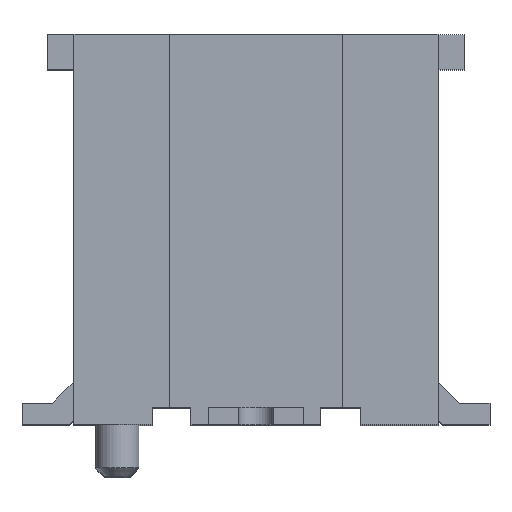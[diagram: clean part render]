
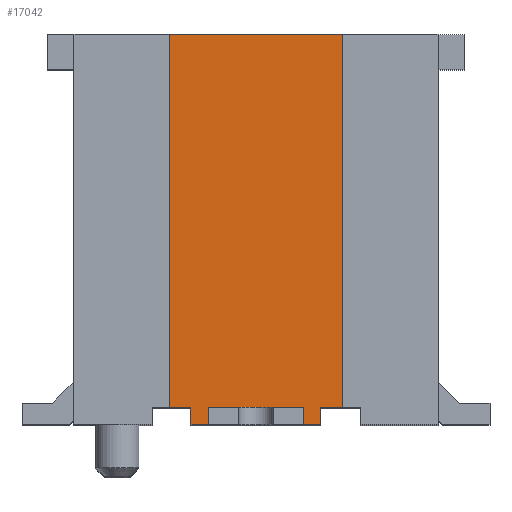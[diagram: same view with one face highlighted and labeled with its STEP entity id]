
A CAD part, top view. The second image highlights one B-rep face of the part: STEP entity #17042.
In plain terms, the highlighted planar face has unit normal (0, 0, 1).
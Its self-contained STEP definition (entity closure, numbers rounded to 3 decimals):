
#293=DIRECTION('',(1.,0.,0.));
#294=VECTOR('',#293,0.25);
#295=CARTESIAN_POINT('',(1.4,0.8,-3.25));
#296=LINE('',#295,#294);
#309=DIRECTION('',(1.,0.,0.));
#310=VECTOR('',#309,0.25);
#311=CARTESIAN_POINT('',(3.15,0.8,-3.25));
#312=LINE('',#311,#310);
#1081=DIRECTION('',(-1.,0.,0.));
#1082=VECTOR('',#1081,2.);
#1083=CARTESIAN_POINT('',(3.4,5.1,-3.25));
#1084=LINE('',#1083,#1082);
#1949=DIRECTION('',(-1.,0.,0.));
#1950=VECTOR('',#1949,1.1);
#1951=CARTESIAN_POINT('',(2.95,0.8,-3.25));
#1952=LINE('',#1951,#1950);
#1953=DIRECTION('',(0.,-1.,0.));
#1954=VECTOR('',#1953,0.2);
#1955=CARTESIAN_POINT('',(1.85,0.8,-3.25));
#1956=LINE('',#1955,#1954);
#1957=DIRECTION('',(-1.,0.,0.));
#1958=VECTOR('',#1957,0.2);
#1959=CARTESIAN_POINT('',(1.85,0.6,-3.25));
#1960=LINE('',#1959,#1958);
#1961=DIRECTION('',(0.,1.,0.));
#1962=VECTOR('',#1961,0.2);
#1963=CARTESIAN_POINT('',(1.65,0.6,-3.25));
#1964=LINE('',#1963,#1962);
#1965=DIRECTION('',(0.,1.,0.));
#1966=VECTOR('',#1965,4.3);
#1967=CARTESIAN_POINT('',(1.4,0.8,-3.25));
#1968=LINE('',#1967,#1966);
#1969=DIRECTION('',(0.,-1.,0.));
#1970=VECTOR('',#1969,0.2);
#1971=CARTESIAN_POINT('',(3.15,0.8,-3.25));
#1972=LINE('',#1971,#1970);
#1973=DIRECTION('',(-1.,0.,0.));
#1974=VECTOR('',#1973,0.2);
#1975=CARTESIAN_POINT('',(3.15,0.6,-3.25));
#1976=LINE('',#1975,#1974);
#1977=DIRECTION('',(0.,1.,0.));
#1978=VECTOR('',#1977,0.2);
#1979=CARTESIAN_POINT('',(2.95,0.6,-3.25));
#1980=LINE('',#1979,#1978);
#2105=DIRECTION('',(0.,1.,0.));
#2106=VECTOR('',#2105,4.3);
#2107=CARTESIAN_POINT('',(3.4,0.8,-3.25));
#2108=LINE('',#2107,#2106);
#11749=CARTESIAN_POINT('',(1.4,0.8,-3.25));
#11750=VERTEX_POINT('',#11749);
#11751=CARTESIAN_POINT('',(1.65,0.8,-3.25));
#11752=VERTEX_POINT('',#11751);
#11757=CARTESIAN_POINT('',(3.15,0.8,-3.25));
#11758=VERTEX_POINT('',#11757);
#11759=CARTESIAN_POINT('',(3.4,0.8,-3.25));
#11760=VERTEX_POINT('',#11759);
#11952=CARTESIAN_POINT('',(3.4,5.1,-3.25));
#11954=VERTEX_POINT('',#11952);
#11955=CARTESIAN_POINT('',(1.4,5.1,-3.25));
#11956=VERTEX_POINT('',#11955);
#12079=CARTESIAN_POINT('',(2.95,0.8,-3.25));
#12080=CARTESIAN_POINT('',(1.85,0.8,-3.25));
#12081=VERTEX_POINT('',#12079);
#12082=VERTEX_POINT('',#12080);
#12083=CARTESIAN_POINT('',(1.85,0.6,-3.25));
#12084=VERTEX_POINT('',#12083);
#12085=CARTESIAN_POINT('',(1.65,0.6,-3.25));
#12086=VERTEX_POINT('',#12085);
#12087=CARTESIAN_POINT('',(3.15,0.6,-3.25));
#12088=VERTEX_POINT('',#12087);
#12089=CARTESIAN_POINT('',(2.95,0.6,-3.25));
#12090=VERTEX_POINT('',#12089);
#17015=CARTESIAN_POINT('',(2.4,2.85,-3.25));
#17016=DIRECTION('',(0.,0.,1.));
#17017=DIRECTION('',(1.,0.,0.));
#17018=AXIS2_PLACEMENT_3D('',#17015,#17016,#17017);
#17019=PLANE('',#17018);
#17021=ORIENTED_EDGE('',*,*,#17020,.T.);
#17023=ORIENTED_EDGE('',*,*,#17022,.T.);
#17025=ORIENTED_EDGE('',*,*,#17024,.T.);
#17027=ORIENTED_EDGE('',*,*,#17026,.T.);
#17028=ORIENTED_EDGE('',*,*,#15584,.F.);
#17029=ORIENTED_EDGE('',*,*,#17009,.T.);
#17030=ORIENTED_EDGE('',*,*,#15957,.F.);
#17032=ORIENTED_EDGE('',*,*,#17031,.F.);
#17033=ORIENTED_EDGE('',*,*,#15592,.F.);
#17035=ORIENTED_EDGE('',*,*,#17034,.T.);
#17037=ORIENTED_EDGE('',*,*,#17036,.T.);
#17039=ORIENTED_EDGE('',*,*,#17038,.T.);
#17040=EDGE_LOOP('',(#17021,#17023,#17025,#17027,#17028,#17029,#17030,#17032,
#17033,#17035,#17037,#17039));
#17041=FACE_OUTER_BOUND('',#17040,.F.);
#15584=EDGE_CURVE('',#11750,#11752,#296,.T.);
#15592=EDGE_CURVE('',#11758,#11760,#312,.T.);
#15957=EDGE_CURVE('',#11954,#11956,#1084,.T.);
#17009=EDGE_CURVE('',#11750,#11956,#1968,.T.);
#17020=EDGE_CURVE('',#12081,#12082,#1952,.T.);
#17022=EDGE_CURVE('',#12082,#12084,#1956,.T.);
#17024=EDGE_CURVE('',#12084,#12086,#1960,.T.);
#17026=EDGE_CURVE('',#12086,#11752,#1964,.T.);
#17031=EDGE_CURVE('',#11760,#11954,#2108,.T.);
#17034=EDGE_CURVE('',#11758,#12088,#1972,.T.);
#17036=EDGE_CURVE('',#12088,#12090,#1976,.T.);
#17038=EDGE_CURVE('',#12090,#12081,#1980,.T.);
#17042=ADVANCED_FACE('',(#17041),#17019,.T.);
